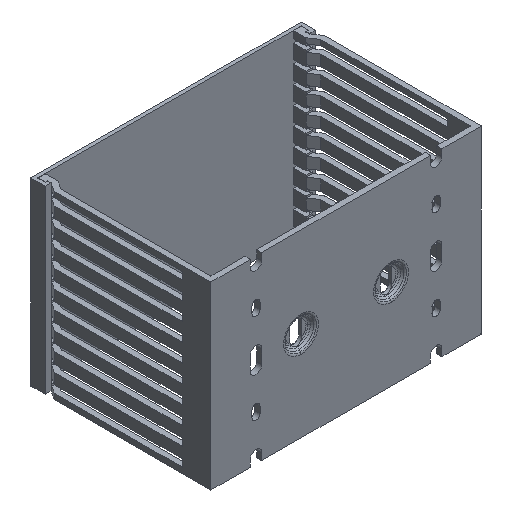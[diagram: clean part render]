
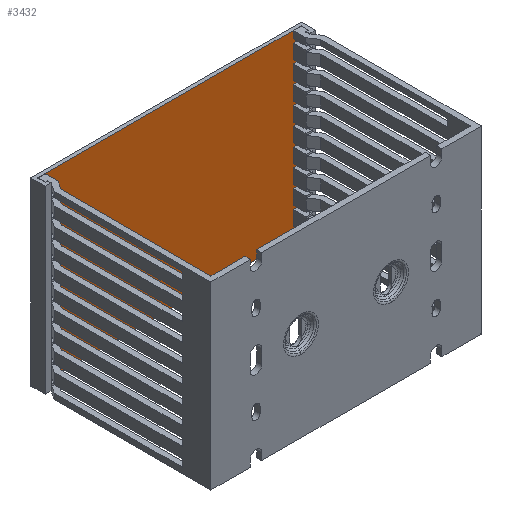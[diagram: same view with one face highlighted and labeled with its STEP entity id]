
A CAD part, isometric view. The second image highlights one B-rep face of the part: STEP entity #3432.
In plain terms, the highlighted planar face has unit normal (0, -1, 0).
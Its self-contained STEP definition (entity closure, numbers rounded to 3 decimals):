
#3041=DIRECTION('',(0.,0.,-1.));
#3042=VECTOR('',#3041,100.);
#3043=CARTESIAN_POINT('',(73.1,6.1,1000.));
#3044=LINE('',#3043,#3042);
#3062=DIRECTION('',(1.,0.,0.));
#3063=VECTOR('',#3062,146.2);
#3064=CARTESIAN_POINT('',(-73.1,6.1,900.));
#3065=LINE('',#3064,#3063);
#3069=DIRECTION('',(0.,0.,-1.));
#3070=VECTOR('',#3069,100.);
#3071=CARTESIAN_POINT('',(-73.1,6.1,1000.));
#3072=LINE('',#3071,#3070);
#3076=DIRECTION('',(-1.,0.,0.));
#3077=VECTOR('',#3076,146.2);
#3078=CARTESIAN_POINT('',(73.1,6.1,1000.));
#3079=LINE('',#3078,#3077);
#3144=CARTESIAN_POINT('',(-73.1,6.1,1000.));
#3145=VERTEX_POINT('',#3144);
#3146=CARTESIAN_POINT('',(73.1,6.1,1000.));
#3147=VERTEX_POINT('',#3146);
#3171=CARTESIAN_POINT('',(73.1,6.1,900.));
#3173=VERTEX_POINT('',#3171);
#3174=CARTESIAN_POINT('',(-73.1,6.1,900.));
#3175=VERTEX_POINT('',#3174);
#3420=CARTESIAN_POINT('',(-73.1,6.1,-1000.));
#3421=DIRECTION('',(0.,1.,0.));
#3422=DIRECTION('',(0.,0.,1.));
#3423=AXIS2_PLACEMENT_3D('',#3420,#3421,#3422);
#3424=PLANE('',#3423);
#3425=ORIENTED_EDGE('',*,*,#3215,.F.);
#3427=ORIENTED_EDGE('',*,*,#3426,.F.);
#3428=ORIENTED_EDGE('',*,*,#3279,.F.);
#3429=ORIENTED_EDGE('',*,*,#3406,.T.);
#3430=EDGE_LOOP('',(#3425,#3427,#3428,#3429));
#3431=FACE_OUTER_BOUND('',#3430,.F.);
#3215=EDGE_CURVE('',#3175,#3173,#3065,.T.);
#3279=EDGE_CURVE('',#3147,#3145,#3079,.T.);
#3406=EDGE_CURVE('',#3147,#3173,#3044,.T.);
#3426=EDGE_CURVE('',#3145,#3175,#3072,.T.);
#3432=ADVANCED_FACE('',(#3431),#3424,.F.);
